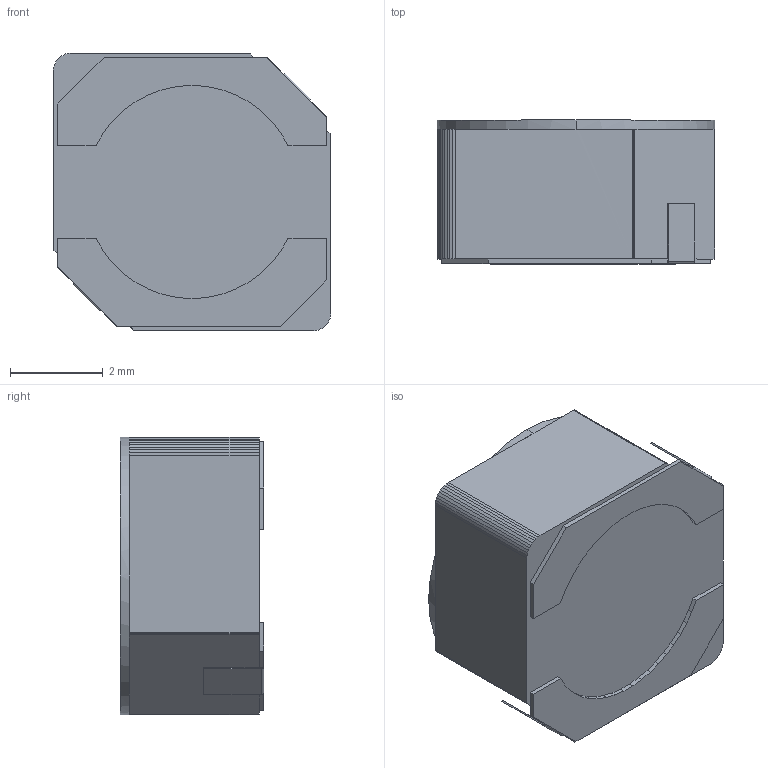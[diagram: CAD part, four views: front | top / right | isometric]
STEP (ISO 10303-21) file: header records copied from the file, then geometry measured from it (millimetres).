
FILE_DESCRIPTION (( 'STEP AP214' ), '1' );
FILE_NAME ('L_CDRH5D28.STEP', '2022-09-14T12:20:50', ( '' ), ( '' ), 'SwSTEP 2.0', 'SolidWorks 2022', '' );
FILE_SCHEMA (( 'AUTOMOTIVE_DESIGN' ));
Length unit declared in the file: millimetre
Products named in the file (1): L_CDRH5D28
Bounding box: 6 x 3.1 x 6 mm (x, y, z)
Volume: 98.6 mm3; surface area: 145.1 mm2
Topology: 1 solids, 1 shells, 236 faces, 666 edges, 442 vertices
Faces by surface type: plane 180, bspline 52, cylinder 4
Entity records: 11326 total; most frequent: CARTESIAN_POINT 4226, ORIENTED_EDGE 1332, DIRECTION 930, EDGE_CURVE 666, VECTOR 540, LINE 540, VERTEX_POINT 442, EDGE_LOOP 246
